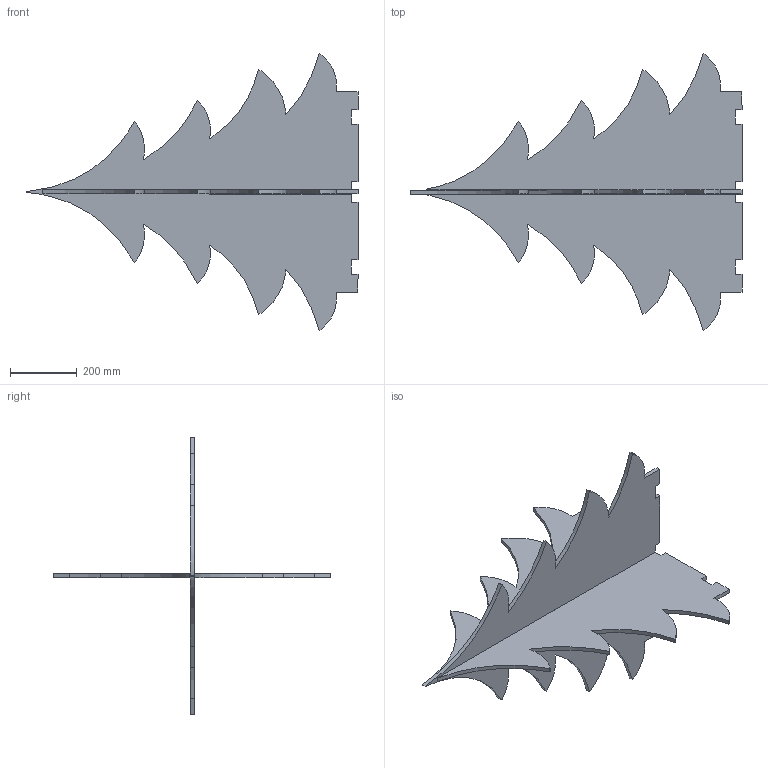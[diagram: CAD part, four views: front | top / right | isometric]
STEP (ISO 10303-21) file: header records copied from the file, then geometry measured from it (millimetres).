
FILE_DESCRIPTION (( 'STEP AP214' ), '1' );
FILE_NAME ('Jetsontree.STEP', '2019-12-19T11:48:47', ( '' ), ( '' ), 'SwSTEP 2.0', 'SolidWorks 2019', '' );
FILE_SCHEMA (( 'AUTOMOTIVE_DESIGN' ));
Length unit declared in the file: millimetre
Products named in the file (3): Baumplatte_B_02; Jetsontree; Baumplatte_A_02
Assembly tree (2 placements, depth 2):
  Jetsontree
    Baumplatte_A_02
    Baumplatte_B_02
Bounding box: 994.22 x 828.63 x 828.63 mm (x, y, z)
Volume: 9074459.6 mm3; surface area: 1633882.3 mm2
Topology: 2 solids, 2 shells, 95 faces, 273 edges, 182 vertices
Faces by surface type: plane 41, bspline 32, cylinder 22
Entity records: 3265 total; most frequent: CARTESIAN_POINT 843, ORIENTED_EDGE 546, DIRECTION 389, EDGE_CURVE 273, VERTEX_POINT 182, VECTOR 165, LINE 165, AXIS2_PLACEMENT_3D 112
